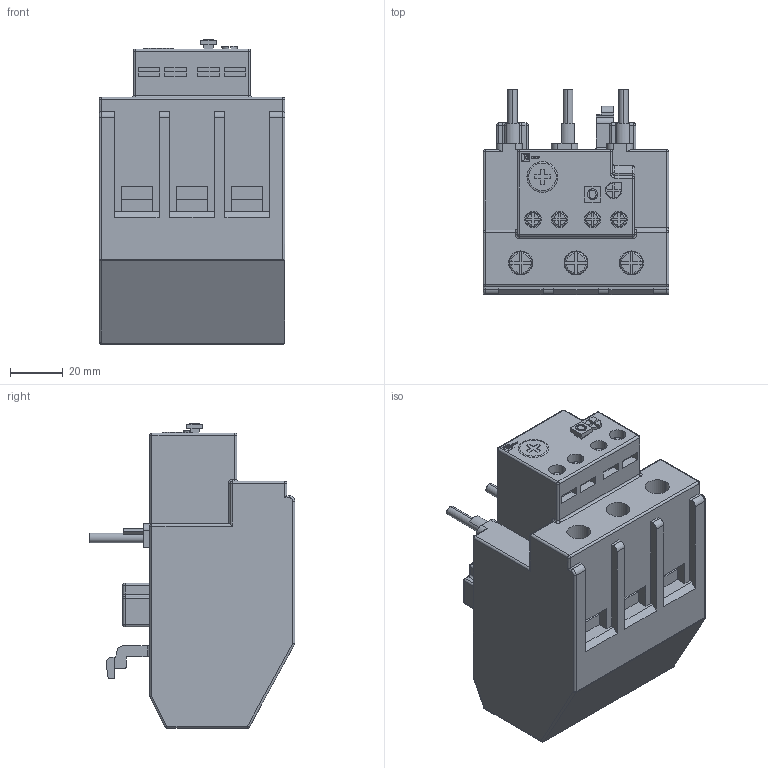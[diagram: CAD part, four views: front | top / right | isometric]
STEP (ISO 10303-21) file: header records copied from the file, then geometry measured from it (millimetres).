
FILE_DESCRIPTION (( 'STEP AP214' ), '1' );
FILE_NAME ('Ðåëå òåïëîâîå ÐÒÝ-3359 (rel-3359-48-65).STEP', '2018-09-27T06:51:32', ( '' ), ( '' ), 'SwSTEP 2.0', 'SolidWorks 2017', '' );
FILE_SCHEMA (( 'AUTOMOTIVE_DESIGN' ));
Length unit declared in the file: millimetre
Products named in the file (1): Ðåëå òåïëîâîå ÐÒÝ-3359 (rel-3359-48-65)
Bounding box: 70.5 x 78 x 115.5 mm (x, y, z)
Volume: 342425 mm3; surface area: 40025.2 mm2
Topology: 1 solids, 1 shells, 599 faces, 1560 edges, 981 vertices
Faces by surface type: plane 343, cylinder 159, torus 41, sphere 30, bspline 26
Entity records: 19392 total; most frequent: CARTESIAN_POINT 4848, ORIENTED_EDGE 3066, DIRECTION 2950, EDGE_CURVE 1533, VECTOR 1004, LINE 1004, VERTEX_POINT 981, AXIS2_PLACEMENT_3D 973
